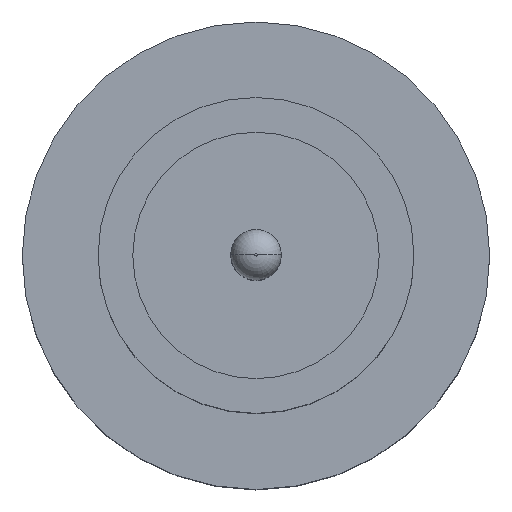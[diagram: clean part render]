
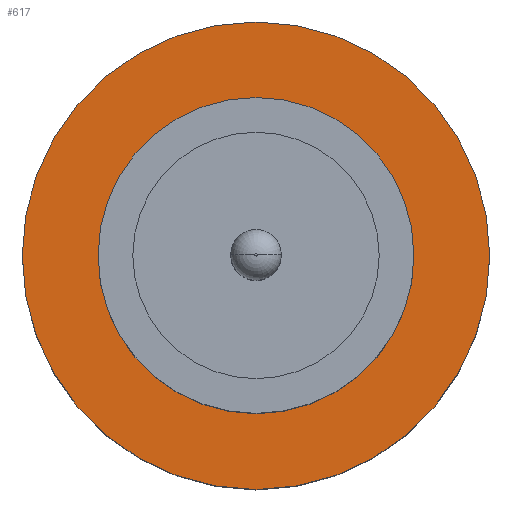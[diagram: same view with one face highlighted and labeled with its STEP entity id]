
A CAD part, top view. The second image highlights one B-rep face of the part: STEP entity #617.
In plain terms, the highlighted planar face has unit normal (0, 0, 1).
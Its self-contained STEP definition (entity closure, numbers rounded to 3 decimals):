
#47 = EDGE_CURVE ( 'NONE', #250, #380, #895, .T. ) ;
#135 = ORIENTED_EDGE ( 'NONE', *, *, #239, .F. ) ;
#152 = CARTESIAN_POINT ( 'NONE',  ( 1.85, 0., 1.55 ) ) ;
#165 = FACE_BOUND ( 'NONE', #742, .T. ) ;
#203 = CARTESIAN_POINT ( 'NONE',  ( 1.25, 0., 1.55 ) ) ;
#211 = CIRCLE ( 'NONE', #861, 1.25 ) ;
#217 = CARTESIAN_POINT ( 'NONE',  ( 0., 0., 1.55 ) ) ;
#239 = EDGE_CURVE ( 'NONE', #329, #708, #905, .T. ) ;
#250 = VERTEX_POINT ( 'NONE', #152 ) ;
#270 = AXIS2_PLACEMENT_3D ( 'NONE', #594, #319, #323 ) ;
#301 = DIRECTION ( 'NONE',  ( 1., 0., 0. ) ) ;
#319 = DIRECTION ( 'NONE',  ( 0., 0., 1. ) ) ;
#323 = DIRECTION ( 'NONE',  ( 1., 0., 0. ) ) ;
#329 = VERTEX_POINT ( 'NONE', #806 ) ;
#372 = DIRECTION ( 'NONE',  ( 0., 0., 1. ) ) ;
#380 = VERTEX_POINT ( 'NONE', #827 ) ;
#382 = AXIS2_PLACEMENT_3D ( 'NONE', #743, #817, #889 ) ;
#418 = DIRECTION ( 'NONE',  ( 0., 0., 1. ) ) ;
#420 = DIRECTION ( 'NONE',  ( 0., 0., 1. ) ) ;
#473 = FACE_OUTER_BOUND ( 'NONE', #686, .T. ) ;
#594 = CARTESIAN_POINT ( 'NONE',  ( 0., 0., 1.55 ) ) ;
#607 = PLANE ( 'NONE',  #689 ) ;
#614 = EDGE_CURVE ( 'NONE', #380, #250, #856, .T. ) ;
#616 = ORIENTED_EDGE ( 'NONE', *, *, #719, .F. ) ;
#617 = ADVANCED_FACE ( 'NONE', ( #165, #473 ), #607, .T. ) ;
#628 = DIRECTION ( 'NONE',  ( 1., 0., 0. ) ) ;
#644 = AXIS2_PLACEMENT_3D ( 'NONE', #652, #372, #301 ) ;
#652 = CARTESIAN_POINT ( 'NONE',  ( 0., 0., 1.55 ) ) ;
#686 = EDGE_LOOP ( 'NONE', ( #789, #846 ) ) ;
#689 = AXIS2_PLACEMENT_3D ( 'NONE', #900, #418, #628 ) ;
#708 = VERTEX_POINT ( 'NONE', #203 ) ;
#719 = EDGE_CURVE ( 'NONE', #708, #329, #211, .T. ) ;
#742 = EDGE_LOOP ( 'NONE', ( #616, #135 ) ) ;
#743 = CARTESIAN_POINT ( 'NONE',  ( 0., 0., 1.55 ) ) ;
#789 = ORIENTED_EDGE ( 'NONE', *, *, #614, .T. ) ;
#806 = CARTESIAN_POINT ( 'NONE',  ( -1.25, 0., 1.55 ) ) ;
#817 = DIRECTION ( 'NONE',  ( 0., 0., 1. ) ) ;
#827 = CARTESIAN_POINT ( 'NONE',  ( -1.85, 0., 1.55 ) ) ;
#846 = ORIENTED_EDGE ( 'NONE', *, *, #47, .T. ) ;
#856 = CIRCLE ( 'NONE', #382, 1.85 ) ;
#861 = AXIS2_PLACEMENT_3D ( 'NONE', #217, #420, #902 ) ;
#889 = DIRECTION ( 'NONE',  ( 1., 0., 0. ) ) ;
#895 = CIRCLE ( 'NONE', #270, 1.85 ) ;
#900 = CARTESIAN_POINT ( 'NONE',  ( 0., 0., 1.55 ) ) ;
#902 = DIRECTION ( 'NONE',  ( 1., 0., 0. ) ) ;
#905 = CIRCLE ( 'NONE', #644, 1.25 ) ;
